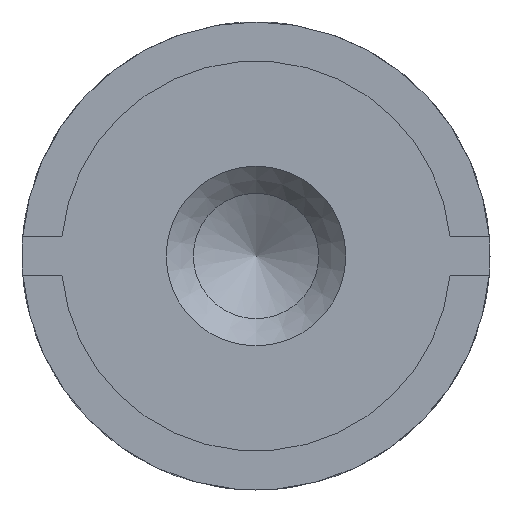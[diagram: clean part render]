
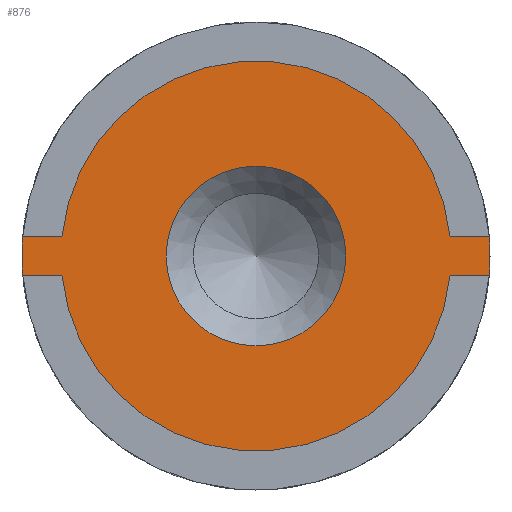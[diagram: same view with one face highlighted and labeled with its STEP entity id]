
A CAD part, front view. The second image highlights one B-rep face of the part: STEP entity #876.
In plain terms, the highlighted planar face has unit normal (0, -1, 0).
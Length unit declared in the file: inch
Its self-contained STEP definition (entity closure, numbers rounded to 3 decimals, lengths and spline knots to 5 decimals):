
#6 = CARTESIAN_POINT ( 'NONE',  ( 0., -2.7, 0. ) ) ;
#25 = DIRECTION ( 'NONE',  ( 0., 0., -1. ) ) ;
#28 = CIRCLE ( 'NONE', #807, 0.144 ) ;
#49 = CIRCLE ( 'NONE', #587, 0.3125 ) ;
#57 = ORIENTED_EDGE ( 'NONE', *, *, #950, .T. ) ;
#69 = CIRCLE ( 'NONE', #853, 0.375 ) ;
#80 = CARTESIAN_POINT ( 'NONE',  ( -0.43713, -2.7, -0.03125 ) ) ;
#93 = VERTEX_POINT ( 'NONE', #808 ) ;
#94 = ORIENTED_EDGE ( 'NONE', *, *, #767, .T. ) ;
#96 = FACE_BOUND ( 'NONE', #255, .T. ) ;
#105 = VERTEX_POINT ( 'NONE', #1077 ) ;
#106 = EDGE_CURVE ( 'NONE', #525, #93, #700, .T. ) ;
#130 = ORIENTED_EDGE ( 'NONE', *, *, #528, .F. ) ;
#138 = ORIENTED_EDGE ( 'NONE', *, *, #247, .T. ) ;
#140 = CARTESIAN_POINT ( 'NONE',  ( 0., -2.7, 0. ) ) ;
#150 = ORIENTED_EDGE ( 'NONE', *, *, #740, .F. ) ;
#157 = CARTESIAN_POINT ( 'NONE',  ( -0.43713, -2.7, 0.03125 ) ) ;
#163 = LINE ( 'NONE', #80, #718 ) ;
#182 = DIRECTION ( 'NONE',  ( 0., -1., 0. ) ) ;
#221 = CARTESIAN_POINT ( 'NONE',  ( 0.31093, -2.7, -0.03125 ) ) ;
#230 = CARTESIAN_POINT ( 'NONE',  ( 0., -2.7, -0.144 ) ) ;
#247 = EDGE_CURVE ( 'NONE', #415, #424, #470, .T. ) ;
#248 = DIRECTION ( 'NONE',  ( -1., 0., 0. ) ) ;
#255 = EDGE_LOOP ( 'NONE', ( #130 ) ) ;
#297 = DIRECTION ( 'NONE',  ( 0., -1., 0. ) ) ;
#300 = DIRECTION ( 'NONE',  ( 0., -1., 0. ) ) ;
#304 = AXIS2_PLACEMENT_3D ( 'NONE', #921, #334, #686 ) ;
#321 = ORIENTED_EDGE ( 'NONE', *, *, #106, .T. ) ;
#334 = DIRECTION ( 'NONE',  ( 0., 1., 0. ) ) ;
#348 = VERTEX_POINT ( 'NONE', #230 ) ;
#352 = DIRECTION ( 'NONE',  ( 0., 0., -1. ) ) ;
#360 = CARTESIAN_POINT ( 'NONE',  ( 0., -2.7, 0. ) ) ;
#388 = CARTESIAN_POINT ( 'NONE',  ( -0.43713, -2.7, -0.03125 ) ) ;
#401 = CARTESIAN_POINT ( 'NONE',  ( 0., -2.7, 0. ) ) ;
#412 = CIRCLE ( 'NONE', #304, 0.375 ) ;
#415 = VERTEX_POINT ( 'NONE', #914 ) ;
#419 = ORIENTED_EDGE ( 'NONE', *, *, #624, .F. ) ;
#424 = VERTEX_POINT ( 'NONE', #563 ) ;
#429 = AXIS2_PLACEMENT_3D ( 'NONE', #6, #182, #352 ) ;
#445 = LINE ( 'NONE', #529, #947 ) ;
#460 = VECTOR ( 'NONE', #668, 39.37008 ) ;
#470 = LINE ( 'NONE', #388, #460 ) ;
#505 = DIRECTION ( 'NONE',  ( 1., 0., 0. ) ) ;
#510 = LINE ( 'NONE', #157, #855 ) ;
#515 = PLANE ( 'NONE',  #429 ) ;
#525 = VERTEX_POINT ( 'NONE', #648 ) ;
#528 = EDGE_CURVE ( 'NONE', #348, #348, #28, .T. ) ;
#529 = CARTESIAN_POINT ( 'NONE',  ( -0.43713, -2.7, 0.03125 ) ) ;
#539 = CARTESIAN_POINT ( 'NONE',  ( 0.3737, -2.7, -0.03125 ) ) ;
#555 = VERTEX_POINT ( 'NONE', #221 ) ;
#558 = DIRECTION ( 'NONE',  ( 0., 1., 0. ) ) ;
#563 = CARTESIAN_POINT ( 'NONE',  ( -0.31093, -2.7, -0.03125 ) ) ;
#587 = AXIS2_PLACEMENT_3D ( 'NONE', #360, #707, #1057 ) ;
#624 = EDGE_CURVE ( 'NONE', #852, #1078, #69, .T. ) ;
#645 = CARTESIAN_POINT ( 'NONE',  ( 0., -2.7, 0. ) ) ;
#648 = CARTESIAN_POINT ( 'NONE',  ( 0.31093, -2.7, 0.03125 ) ) ;
#668 = DIRECTION ( 'NONE',  ( 1., 0., 0. ) ) ;
#686 = DIRECTION ( 'NONE',  ( 0., 0., -1. ) ) ;
#700 = CIRCLE ( 'NONE', #881, 0.3125 ) ;
#702 = CARTESIAN_POINT ( 'NONE',  ( 0.3737, -2.7, 0.03125 ) ) ;
#707 = DIRECTION ( 'NONE',  ( 0., -1., 0. ) ) ;
#718 = VECTOR ( 'NONE', #505, 39.37008 ) ;
#740 = EDGE_CURVE ( 'NONE', #415, #105, #412, .T. ) ;
#767 = EDGE_CURVE ( 'NONE', #555, #1078, #163, .T. ) ;
#807 = AXIS2_PLACEMENT_3D ( 'NONE', #140, #297, #1012 ) ;
#808 = CARTESIAN_POINT ( 'NONE',  ( -0.31093, -2.7, 0.03125 ) ) ;
#825 = ORIENTED_EDGE ( 'NONE', *, *, #941, .T. ) ;
#852 = VERTEX_POINT ( 'NONE', #702 ) ;
#853 = AXIS2_PLACEMENT_3D ( 'NONE', #401, #558, #1096 ) ;
#855 = VECTOR ( 'NONE', #248, 39.37008 ) ;
#876 = ADVANCED_FACE ( 'NONE', ( #96, #1065 ), #515, .T. ) ;
#881 = AXIS2_PLACEMENT_3D ( 'NONE', #645, #300, #25 ) ;
#914 = CARTESIAN_POINT ( 'NONE',  ( -0.3737, -2.7, -0.03125 ) ) ;
#921 = CARTESIAN_POINT ( 'NONE',  ( 0., -2.7, 0. ) ) ;
#941 = EDGE_CURVE ( 'NONE', #424, #555, #49, .T. ) ;
#947 = VECTOR ( 'NONE', #976, 39.37008 ) ;
#950 = EDGE_CURVE ( 'NONE', #93, #105, #445, .T. ) ;
#976 = DIRECTION ( 'NONE',  ( -1., 0., 0. ) ) ;
#989 = ORIENTED_EDGE ( 'NONE', *, *, #1125, .T. ) ;
#1012 = DIRECTION ( 'NONE',  ( 0., 0., -1. ) ) ;
#1057 = DIRECTION ( 'NONE',  ( 0., 0., -1. ) ) ;
#1065 = FACE_OUTER_BOUND ( 'NONE', #1067, .T. ) ;
#1067 = EDGE_LOOP ( 'NONE', ( #321, #57, #150, #138, #825, #94, #419, #989 ) ) ;
#1077 = CARTESIAN_POINT ( 'NONE',  ( -0.3737, -2.7, 0.03125 ) ) ;
#1078 = VERTEX_POINT ( 'NONE', #539 ) ;
#1096 = DIRECTION ( 'NONE',  ( 0., 0., -1. ) ) ;
#1125 = EDGE_CURVE ( 'NONE', #852, #525, #510, .T. ) ;
